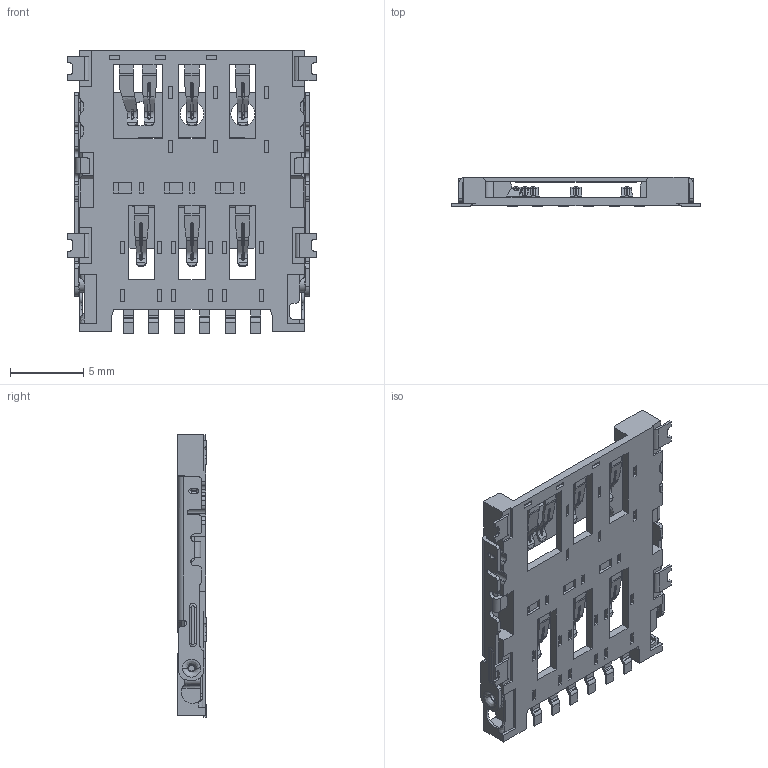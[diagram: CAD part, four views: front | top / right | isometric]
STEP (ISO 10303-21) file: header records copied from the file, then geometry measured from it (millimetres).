
FILE_DESCRIPTION(('FreeCAD Model'),'2;1');
FILE_NAME('Open CASCADE Shape Model','2025-04-28T08:09:41',('FreeCAD'),( 'FreeCAD'),'Open CASCADE STEP processor 7.6','FreeCAD','Unknown');
FILE_SCHEMA(('AUTOMOTIVE_DESIGN { 1 0 10303 214 1 1 1 1 }'));
Products named in the file (1): Open CASCADE STEP translator 7.6 1
Bounding box: 16.9 x 1.95 x 19.22 mm (x, y, z)
Volume: 219.5 mm3; surface area: 1102 mm2
Topology: 1 solids, 1 shells, 1296 faces, 3321 edges, 2102 vertices
Faces by surface type: bspline 1296
Entity records: 38235 total; most frequent: CARTESIAN_POINT 18765, ORIENTED_EDGE 6642, EDGE_CURVE 3321, B_SPLINE_CURVE_WITH_KNOTS 2502, VERTEX_POINT 2102, FACE_BOUND 1397, EDGE_LOOP 1397, ADVANCED_FACE 1296
